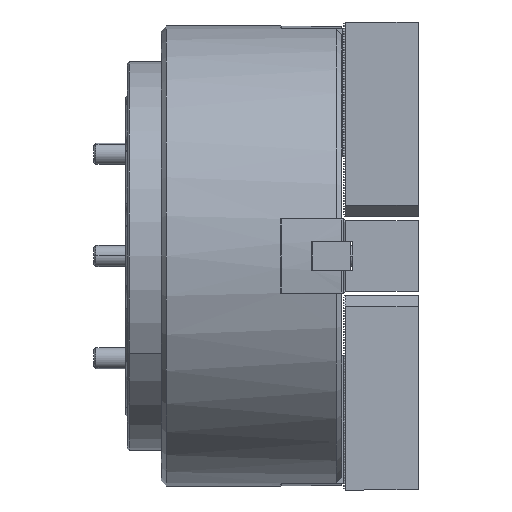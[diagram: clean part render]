
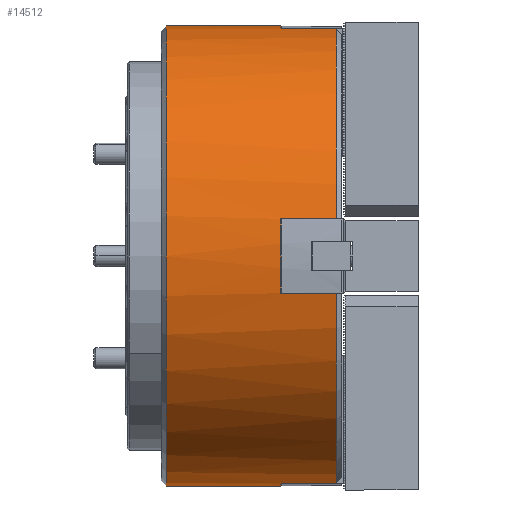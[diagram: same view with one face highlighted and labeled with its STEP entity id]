
A CAD part, front view. The second image highlights one B-rep face of the part: STEP entity #14512.
In plain terms, the highlighted cylindrical face has radius 130 mm (diameter 260 mm), a partial arc.
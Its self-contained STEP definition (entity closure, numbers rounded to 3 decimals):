
#387 = ORIENTED_EDGE ( 'NONE', *, *, #25115, .T. ) ;
#576 = CARTESIAN_POINT ( 'NONE',  ( 67.7, 0., 130. ) ) ;
#1087 = LINE ( 'NONE', #28706, #44900 ) ;
#1448 = VERTEX_POINT ( 'NONE', #2860 ) ;
#1735 = EDGE_CURVE ( 'NONE', #6005, #15672, #4877, .T. ) ;
#2531 = EDGE_CURVE ( 'NONE', #24226, #21719, #11223, .T. ) ;
#2589 = EDGE_CURVE ( 'NONE', #46499, #22998, #42723, .T. ) ;
#2860 = CARTESIAN_POINT ( 'NONE',  ( 3., 0., 130. ) ) ;
#3578 = CARTESIAN_POINT ( 'NONE',  ( 329.829, 0., -130. ) ) ;
#3794 = ORIENTED_EDGE ( 'NONE', *, *, #10033, .T. ) ;
#4863 = CARTESIAN_POINT ( 'NONE',  ( 99., 0., 0. ) ) ;
#4877 = CIRCLE ( 'NONE', #45846, 130. ) ;
#5595 = AXIS2_PLACEMENT_3D ( 'NONE', #23955, #52769, #28089 ) ;
#6005 = VERTEX_POINT ( 'NONE', #29646 ) ;
#7738 = CYLINDRICAL_SURFACE ( 'NONE', #9990, 130. ) ;
#7759 = DIRECTION ( 'NONE',  ( -1., 0., 0. ) ) ;
#8077 = CIRCLE ( 'NONE', #53353, 130. ) ;
#8999 = DIRECTION ( 'NONE',  ( 0., 0., -1. ) ) ;
#9990 = AXIS2_PLACEMENT_3D ( 'NONE', #28870, #37111, #32820 ) ;
#10033 = EDGE_CURVE ( 'NONE', #43405, #24226, #24538, .T. ) ;
#11099 = CARTESIAN_POINT ( 'NONE',  ( 329.829, -128.293, 21. ) ) ;
#11223 = CIRCLE ( 'NONE', #5595, 130. ) ;
#11509 = AXIS2_PLACEMENT_3D ( 'NONE', #13947, #42720, #18137 ) ;
#11865 = EDGE_CURVE ( 'NONE', #1448, #20949, #1087, .T. ) ;
#12333 = ORIENTED_EDGE ( 'NONE', *, *, #2589, .T. ) ;
#13571 = VECTOR ( 'NONE', #52155, 1000. ) ;
#13947 = CARTESIAN_POINT ( 'NONE',  ( 67.7, 0., 0. ) ) ;
#14512 = ADVANCED_FACE ( 'NONE', ( #22563 ), #7738, .T. ) ;
#15672 = VERTEX_POINT ( 'NONE', #37355 ) ;
#16862 = CARTESIAN_POINT ( 'NONE',  ( 99., -128.293, 21. ) ) ;
#17626 = CARTESIAN_POINT ( 'NONE',  ( 67.7, -128.293, -21. ) ) ;
#17634 = EDGE_CURVE ( 'NONE', #40496, #20949, #27398, .T. ) ;
#18137 = DIRECTION ( 'NONE',  ( 0., 0., -1. ) ) ;
#18397 = AXIS2_PLACEMENT_3D ( 'NONE', #22981, #51800, #27150 ) ;
#19031 = CARTESIAN_POINT ( 'NONE',  ( 3., 0., 0. ) ) ;
#20949 = VERTEX_POINT ( 'NONE', #576 ) ;
#21304 = CARTESIAN_POINT ( 'NONE',  ( 329.829, -21., 128.293 ) ) ;
#21654 = CIRCLE ( 'NONE', #44750, 130. ) ;
#21719 = VERTEX_POINT ( 'NONE', #47335 ) ;
#22563 = FACE_OUTER_BOUND ( 'NONE', #31060, .T. ) ;
#22780 = LINE ( 'NONE', #21304, #45945 ) ;
#22808 = ORIENTED_EDGE ( 'NONE', *, *, #30971, .T. ) ;
#22981 = CARTESIAN_POINT ( 'NONE',  ( 67.7, 0., 0. ) ) ;
#22998 = VERTEX_POINT ( 'NONE', #28877 ) ;
#23166 = DIRECTION ( 'NONE',  ( 0., 0., 1. ) ) ;
#23497 = CIRCLE ( 'NONE', #18397, 130. ) ;
#23955 = CARTESIAN_POINT ( 'NONE',  ( 99., 0., 0. ) ) ;
#24226 = VERTEX_POINT ( 'NONE', #16862 ) ;
#24538 = LINE ( 'NONE', #11099, #13571 ) ;
#24735 = CARTESIAN_POINT ( 'NONE',  ( 329.829, -128.293, -21. ) ) ;
#25115 = EDGE_CURVE ( 'NONE', #26704, #43405, #21654, .T. ) ;
#25618 = ORIENTED_EDGE ( 'NONE', *, *, #38156, .T. ) ;
#25672 = VECTOR ( 'NONE', #45240, 1000. ) ;
#26704 = VERTEX_POINT ( 'NONE', #17626 ) ;
#27150 = DIRECTION ( 'NONE',  ( 0., 0., -1. ) ) ;
#27398 = CIRCLE ( 'NONE', #11509, 130. ) ;
#27897 = CARTESIAN_POINT ( 'NONE',  ( 67.7, -21., -128.293 ) ) ;
#28089 = DIRECTION ( 'NONE',  ( 0., 0., -1. ) ) ;
#28706 = CARTESIAN_POINT ( 'NONE',  ( 329.829, 0., 130. ) ) ;
#28870 = CARTESIAN_POINT ( 'NONE',  ( 329.829, 0., 0. ) ) ;
#28877 = CARTESIAN_POINT ( 'NONE',  ( 67.7, 0., -130. ) ) ;
#29646 = CARTESIAN_POINT ( 'NONE',  ( 99., -21., -128.293 ) ) ;
#29846 = CARTESIAN_POINT ( 'NONE',  ( 3., 0., -130. ) ) ;
#30530 = VECTOR ( 'NONE', #36499, 1000. ) ;
#30971 = EDGE_CURVE ( 'NONE', #1448, #46499, #8077, .T. ) ;
#31060 = EDGE_LOOP ( 'NONE', ( #38221, #22808, #12333, #43254, #44063, #41116, #39072, #387, #3794, #39953, #25618, #31910 ) ) ;
#31910 = ORIENTED_EDGE ( 'NONE', *, *, #17634, .T. ) ;
#32412 = CARTESIAN_POINT ( 'NONE',  ( 67.7, 0., 0. ) ) ;
#32820 = DIRECTION ( 'NONE',  ( 0., 0., -1. ) ) ;
#33634 = DIRECTION ( 'NONE',  ( -1., 0., 0. ) ) ;
#34610 = EDGE_CURVE ( 'NONE', #15672, #26704, #46239, .T. ) ;
#34926 = CARTESIAN_POINT ( 'NONE',  ( 67.7, -128.293, 21. ) ) ;
#36499 = DIRECTION ( 'NONE',  ( 1., 0., 0. ) ) ;
#36535 = DIRECTION ( 'NONE',  ( 0., 0., -1. ) ) ;
#37111 = DIRECTION ( 'NONE',  ( 1., 0., 0. ) ) ;
#37355 = CARTESIAN_POINT ( 'NONE',  ( 99., -128.293, -21. ) ) ;
#37365 = LINE ( 'NONE', #45549, #51566 ) ;
#37406 = EDGE_CURVE ( 'NONE', #22998, #49817, #23497, .T. ) ;
#38156 = EDGE_CURVE ( 'NONE', #21719, #40496, #22780, .T. ) ;
#38221 = ORIENTED_EDGE ( 'NONE', *, *, #11865, .F. ) ;
#39072 = ORIENTED_EDGE ( 'NONE', *, *, #34610, .T. ) ;
#39953 = ORIENTED_EDGE ( 'NONE', *, *, #2531, .T. ) ;
#40496 = VERTEX_POINT ( 'NONE', #47001 ) ;
#41116 = ORIENTED_EDGE ( 'NONE', *, *, #1735, .T. ) ;
#42720 = DIRECTION ( 'NONE',  ( -1., 0., 0. ) ) ;
#42723 = LINE ( 'NONE', #3578, #30530 ) ;
#43254 = ORIENTED_EDGE ( 'NONE', *, *, #37406, .T. ) ;
#43405 = VERTEX_POINT ( 'NONE', #34926 ) ;
#44063 = ORIENTED_EDGE ( 'NONE', *, *, #45017, .T. ) ;
#44750 = AXIS2_PLACEMENT_3D ( 'NONE', #32412, #7759, #36535 ) ;
#44900 = VECTOR ( 'NONE', #53393, 1000. ) ;
#45017 = EDGE_CURVE ( 'NONE', #49817, #6005, #37365, .T. ) ;
#45240 = DIRECTION ( 'NONE',  ( -1., 0., 0. ) ) ;
#45549 = CARTESIAN_POINT ( 'NONE',  ( 329.829, -21., -128.293 ) ) ;
#45846 = AXIS2_PLACEMENT_3D ( 'NONE', #4863, #33634, #8999 ) ;
#45921 = DIRECTION ( 'NONE',  ( -1., 0., 0. ) ) ;
#45945 = VECTOR ( 'NONE', #45921, 1000. ) ;
#46239 = LINE ( 'NONE', #24735, #25672 ) ;
#46499 = VERTEX_POINT ( 'NONE', #29846 ) ;
#47001 = CARTESIAN_POINT ( 'NONE',  ( 67.7, -21., 128.293 ) ) ;
#47335 = CARTESIAN_POINT ( 'NONE',  ( 99., -21., 128.293 ) ) ;
#47823 = DIRECTION ( 'NONE',  ( 1., 0., 0. ) ) ;
#49722 = DIRECTION ( 'NONE',  ( 1., 0., 0. ) ) ;
#49817 = VERTEX_POINT ( 'NONE', #27897 ) ;
#51566 = VECTOR ( 'NONE', #49722, 1000. ) ;
#51800 = DIRECTION ( 'NONE',  ( -1., 0., 0. ) ) ;
#52155 = DIRECTION ( 'NONE',  ( 1., 0., 0. ) ) ;
#52769 = DIRECTION ( 'NONE',  ( -1., 0., 0. ) ) ;
#53353 = AXIS2_PLACEMENT_3D ( 'NONE', #19031, #47823, #23166 ) ;
#53393 = DIRECTION ( 'NONE',  ( 1., 0., 0. ) ) ;
